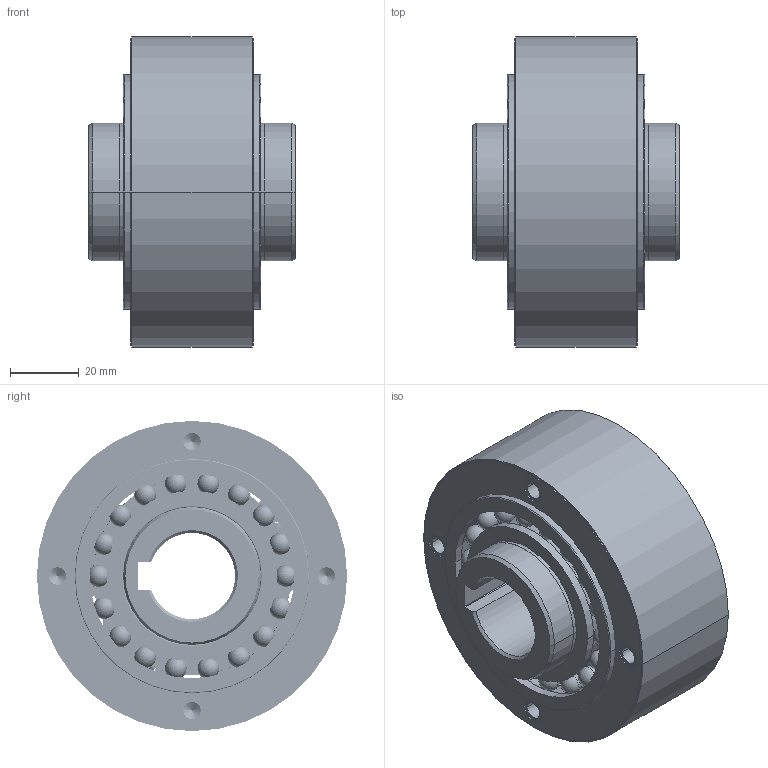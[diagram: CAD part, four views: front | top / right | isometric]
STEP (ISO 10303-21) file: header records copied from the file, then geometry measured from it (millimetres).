
FILE_DESCRIPTION((''),'2;1');
FILE_NAME('_CGS_TEMP_IGS','2023-05-22T',('SYSTEM'),(''),'PRO/ENGINEER BY PARAMETRIC TECHNOLOGY CORPORATION, 2016360','PRO/ENGINEER BY PARAMETRIC TECHNOLOGY CORPORATION, 2016360','');
FILE_SCHEMA(('AUTOMOTIVE_DESIGN { 1 0 10303 214 1 1 1 1 }'));
Length unit declared in the file: inch
Products named in the file (1): _CGS_TEMP_IGS
Bounding box: 60 x 90 x 90 mm (x, y, z)
Volume: 206557 mm3; surface area: 64229.5 mm2
Topology: 58 solids, 68 shells, 607 faces, 1499 edges, 878 vertices
Faces by surface type: cylinder 174, plane 139, sphere 108, cone 82, bspline 60, torus 44
Entity records: 30054 total; most frequent: CARTESIAN_POINT 16206, DIRECTION 3091, ORIENTED_EDGE 2606, AXIS2_PLACEMENT_3D 1384, EDGE_CURVE 1319, VERTEX_POINT 878, CIRCLE 836, EDGE_LOOP 671
